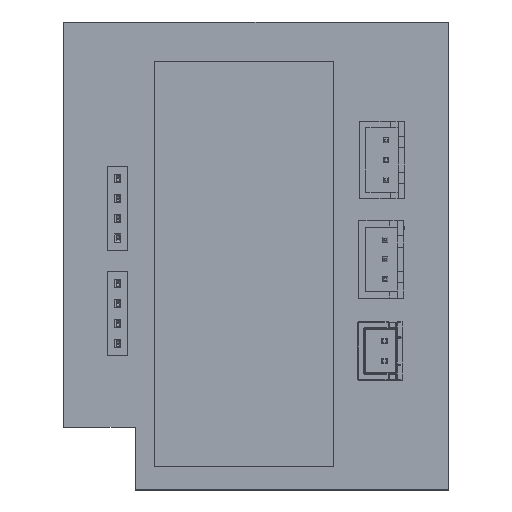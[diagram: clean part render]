
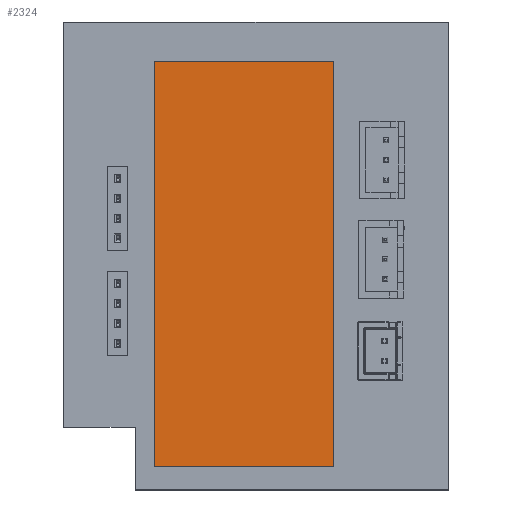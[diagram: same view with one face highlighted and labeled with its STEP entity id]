
A CAD part, top view. The second image highlights one B-rep face of the part: STEP entity #2324.
In plain terms, the highlighted planar face has unit normal (0, 0, 1).
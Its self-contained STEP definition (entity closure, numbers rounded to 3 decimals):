
#2195 = VERTEX_POINT('',#2196);
#2196 = CARTESIAN_POINT('',(-6.75,21.56,8.));
#2202 = EDGE_CURVE('',#2195,#2203,#2205,.T.);
#2203 = VERTEX_POINT('',#2204);
#2204 = CARTESIAN_POINT('',(44.85,21.56,8.));
#2205 = LINE('',#2206,#2207);
#2206 = CARTESIAN_POINT('',(-6.75,21.56,8.));
#2207 = VECTOR('',#2208,1.);
#2208 = DIRECTION('',(1.,0.,0.));
#2233 = EDGE_CURVE('',#2203,#2234,#2236,.T.);
#2234 = VERTEX_POINT('',#2235);
#2235 = CARTESIAN_POINT('',(44.85,-1.24,8.));
#2236 = LINE('',#2237,#2238);
#2237 = CARTESIAN_POINT('',(44.85,21.56,8.));
#2238 = VECTOR('',#2239,1.);
#2239 = DIRECTION('',(0.,-1.,0.));
#2264 = EDGE_CURVE('',#2234,#2265,#2267,.T.);
#2265 = VERTEX_POINT('',#2266);
#2266 = CARTESIAN_POINT('',(-6.75,-1.24,8.));
#2267 = LINE('',#2268,#2269);
#2268 = CARTESIAN_POINT('',(44.85,-1.24,8.));
#2269 = VECTOR('',#2270,1.);
#2270 = DIRECTION('',(-1.,0.,0.));
#2295 = EDGE_CURVE('',#2265,#2195,#2296,.T.);
#2296 = LINE('',#2297,#2298);
#2297 = CARTESIAN_POINT('',(-6.75,-1.24,8.));
#2298 = VECTOR('',#2299,1.);
#2299 = DIRECTION('',(0.,1.,0.));
#2324 = ADVANCED_FACE('',(#2325),#2331,.F.);
#2325 = FACE_BOUND('',#2326,.F.);
#2326 = EDGE_LOOP('',(#2327,#2328,#2329,#2330));
#2327 = ORIENTED_EDGE('',*,*,#2202,.T.);
#2328 = ORIENTED_EDGE('',*,*,#2233,.T.);
#2329 = ORIENTED_EDGE('',*,*,#2264,.T.);
#2330 = ORIENTED_EDGE('',*,*,#2295,.T.);
#2331 = PLANE('',#2332);
#2332 = AXIS2_PLACEMENT_3D('',#2333,#2334,#2335);
#2333 = CARTESIAN_POINT('',(19.05,10.16,8.));
#2334 = DIRECTION('',(0.,0.,-1.));
#2335 = DIRECTION('',(0.,-1.,0.));
